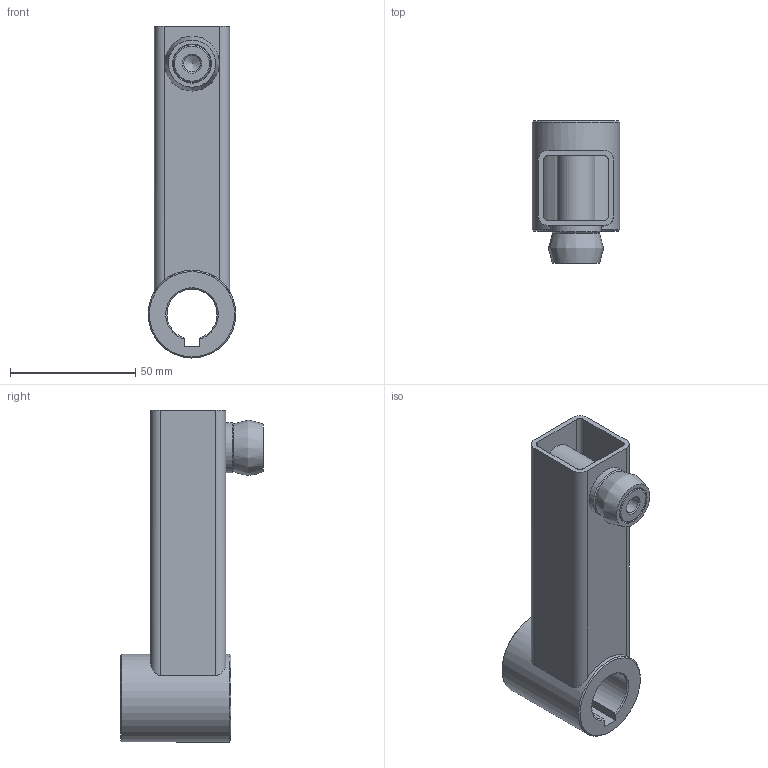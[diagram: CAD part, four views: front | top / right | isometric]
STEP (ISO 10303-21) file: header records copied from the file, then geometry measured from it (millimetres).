
FILE_DESCRIPTION (( 'STEP AP203' ), '1' );
FILE_NAME ('Brat motor_Default_sldprt.STEP', '2021-06-25T07:48:41', ( '' ), ( '' ), 'SwSTEP 2.0', 'SolidWorks 2020', '' );
FILE_SCHEMA (( 'CONFIG_CONTROL_DESIGN' ));
Length unit declared in the file: millimetre
Products named in the file (1): Brat motor_Default_sldprt
Bounding box: 35 x 57 x 132.5 mm (x, y, z)
Volume: 58283.8 mm3; surface area: 33220 mm2
Topology: 1 solids, 2 shells, 48 faces, 113 edges, 74 vertices
Faces by surface type: plane 19, cylinder 17, cone 9, torus 2, bspline 1
Full cylindrical faces by diameter (mm): 6.647 x1, 15 x4, 20 x1, 35 x1
Entity records: 1565 total; most frequent: CARTESIAN_POINT 471, DIRECTION 214, ORIENTED_EDGE 180, EDGE_CURVE 90, AXIS2_PLACEMENT_3D 88, EDGE_LOOP 76, VERTEX_POINT 68, FACE_OUTER_BOUND 58
